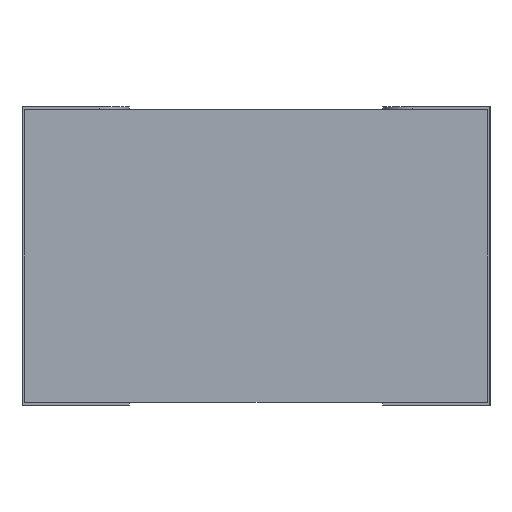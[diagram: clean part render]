
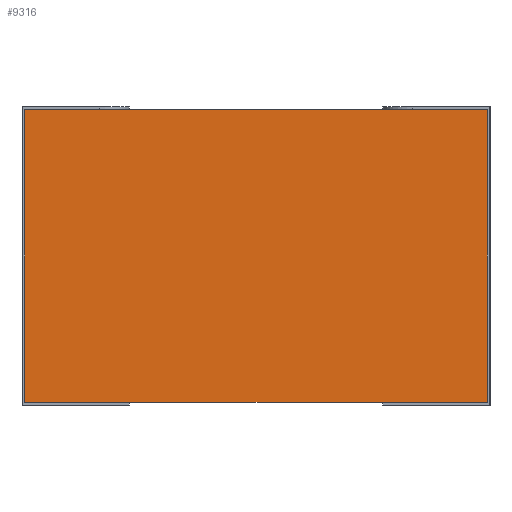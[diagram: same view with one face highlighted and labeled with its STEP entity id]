
A CAD part, left-side view. The second image highlights one B-rep face of the part: STEP entity #9316.
In plain terms, the highlighted planar face has unit normal (-1, 0, 0).
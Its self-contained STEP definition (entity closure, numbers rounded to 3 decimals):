
#98 = EDGE_CURVE ( 'NONE', #3434, #8883, #10824, .T. ) ;
#275 = CARTESIAN_POINT ( 'NONE',  ( -1.015, 0.775, 0.98 ) ) ;
#855 = DIRECTION ( 'NONE',  ( 0., 0., -1. ) ) ;
#1871 = VERTEX_POINT ( 'NONE', #5223 ) ;
#2077 = CARTESIAN_POINT ( 'NONE',  ( -1.015, -0.775, 0.98 ) ) ;
#2922 = CARTESIAN_POINT ( 'NONE',  ( -1.015, -0.775, 0.98 ) ) ;
#3269 = ORIENTED_EDGE ( 'NONE', *, *, #11845, .F. ) ;
#3345 = ORIENTED_EDGE ( 'NONE', *, *, #12999, .T. ) ;
#3377 = LINE ( 'NONE', #14968, #9918 ) ;
#3434 = VERTEX_POINT ( 'NONE', #11224 ) ;
#4483 = EDGE_LOOP ( 'NONE', ( #3345, #3269, #7538, #11508 ) ) ;
#4992 = DIRECTION ( 'NONE',  ( 0., 1., 0. ) ) ;
#5223 = CARTESIAN_POINT ( 'NONE',  ( -1.015, 0.775, 0. ) ) ;
#5727 = LINE ( 'NONE', #11447, #11596 ) ;
#6526 = VECTOR ( 'NONE', #855, 1000. ) ;
#7382 = DIRECTION ( 'NONE',  ( 1., 0., 0. ) ) ;
#7538 = ORIENTED_EDGE ( 'NONE', *, *, #98, .F. ) ;
#7543 = AXIS2_PLACEMENT_3D ( 'NONE', #275, #7382, #4992 ) ;
#8402 = PLANE ( 'NONE',  #7543 ) ;
#8883 = VERTEX_POINT ( 'NONE', #2077 ) ;
#9209 = DIRECTION ( 'NONE',  ( 0., -1., 0. ) ) ;
#9283 = DIRECTION ( 'NONE',  ( 0., 0., -1. ) ) ;
#9316 = ADVANCED_FACE ( 'NONE', ( #10660 ), #8402, .F. ) ;
#9877 = DIRECTION ( 'NONE',  ( 0., -1., 0. ) ) ;
#9918 = VECTOR ( 'NONE', #9209, 1000. ) ;
#10660 = FACE_OUTER_BOUND ( 'NONE', #4483, .T. ) ;
#10824 = LINE ( 'NONE', #14531, #13175 ) ;
#11224 = CARTESIAN_POINT ( 'NONE',  ( -1.015, 0.775, 0.98 ) ) ;
#11447 = CARTESIAN_POINT ( 'NONE',  ( -1.015, 0.775, 0.98 ) ) ;
#11508 = ORIENTED_EDGE ( 'NONE', *, *, #14275, .T. ) ;
#11596 = VECTOR ( 'NONE', #9283, 1000. ) ;
#11845 = EDGE_CURVE ( 'NONE', #8883, #14958, #12462, .T. ) ;
#12462 = LINE ( 'NONE', #2922, #6526 ) ;
#12999 = EDGE_CURVE ( 'NONE', #1871, #14958, #3377, .T. ) ;
#13175 = VECTOR ( 'NONE', #9877, 1000. ) ;
#13364 = CARTESIAN_POINT ( 'NONE',  ( -1.015, -0.775, 0. ) ) ;
#14275 = EDGE_CURVE ( 'NONE', #3434, #1871, #5727, .T. ) ;
#14531 = CARTESIAN_POINT ( 'NONE',  ( -1.015, 0.775, 0.98 ) ) ;
#14958 = VERTEX_POINT ( 'NONE', #13364 ) ;
#14968 = CARTESIAN_POINT ( 'NONE',  ( -1.015, 0.775, 0. ) ) ;
